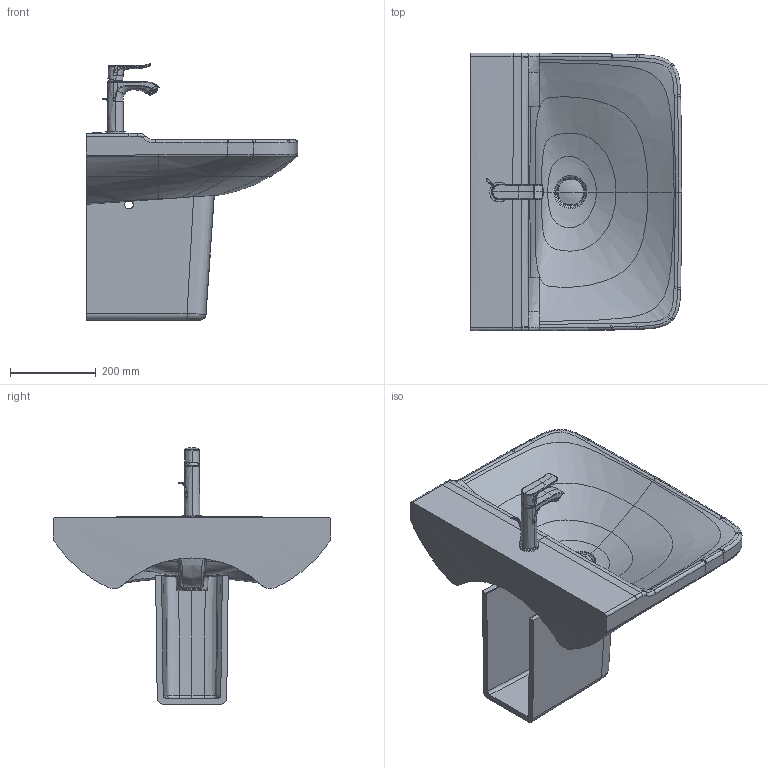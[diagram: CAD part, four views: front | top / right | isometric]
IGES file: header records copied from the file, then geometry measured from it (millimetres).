
Global section: file name: No Iges File Name specified; native system: Autodesk Inventor 2011; preprocessor: AutoDesk Inventor Iges Exporter R2011; author: Administrator; date: 20150714.154056; units: millimetre
Bounding box: 494.68 x 649.73 x 599.11 mm (x, y, z)
Volume: 21735722.6 mm3; surface area: 1523840.1 mm2
Topology: 12 solids, 12 shells, 1496 faces, 4191 edges, 2713 vertices
Faces by surface type: plane 503, bspline 500, cylinder 281, revolution 111, cone 55, torus 46
